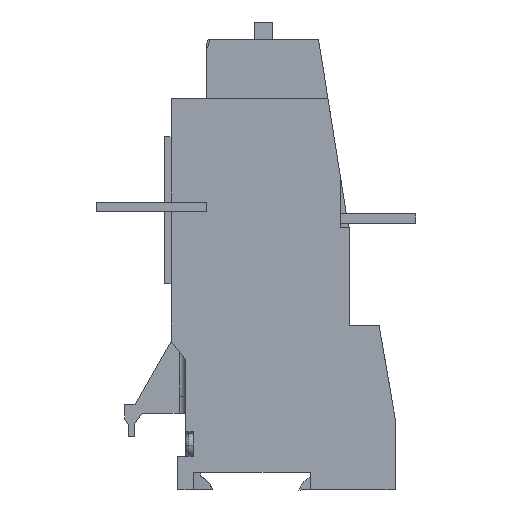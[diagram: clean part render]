
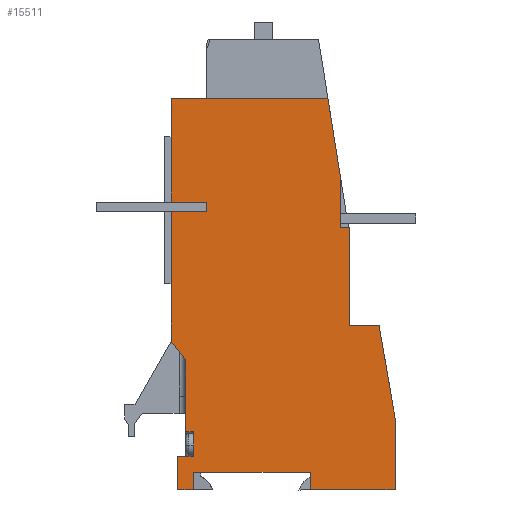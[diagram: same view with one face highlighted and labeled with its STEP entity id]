
A CAD part, left-side view. The second image highlights one B-rep face of the part: STEP entity #15511.
In plain terms, the highlighted planar face has unit normal (-1, 0, 0).
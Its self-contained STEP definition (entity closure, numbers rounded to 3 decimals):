
#5765=DIRECTION('',(0.,1.,0.));
#5766=VECTOR('',#5765,49.);
#5767=CARTESIAN_POINT('',(-51.85,-14.,122.5));
#5768=LINE('',#5767,#5766);
#5947=DIRECTION('',(0.,0.,1.));
#5948=VECTOR('',#5947,15.475);
#5949=CARTESIAN_POINT('',(-51.85,-17.997,81.991));
#5950=LINE('',#5949,#5948);
#6624=DIRECTION('',(0.,0.,-1.));
#6625=VECTOR('',#6624,30.596);
#6626=CARTESIAN_POINT('',(-51.85,-20.597,81.991));
#6627=LINE('',#6626,#6625);
#6631=DIRECTION('',(0.,-0.171,-0.985));
#6632=VECTOR('',#6631,29.33);
#6633=CARTESIAN_POINT('',(-51.85,-29.997,51.396));
#6634=LINE('',#6633,#6632);
#6638=DIRECTION('',(0.,0.,-1.));
#6639=VECTOR('',#6638,5.5);
#6640=CARTESIAN_POINT('',(-51.85,28.,5.5));
#6641=LINE('',#6640,#6639);
#6645=DIRECTION('',(0.,0.607,0.795));
#6646=VECTOR('',#6645,7.419);
#6647=CARTESIAN_POINT('',(-51.85,30.498,40.666));
#6648=LINE('',#6647,#6646);
#6652=DIRECTION('',(0.,0.,1.));
#6653=VECTOR('',#6652,40.44);
#6654=CARTESIAN_POINT('',(-51.85,35.,46.563));
#6655=LINE('',#6654,#6653);
#6659=DIRECTION('',(0.,1.,0.));
#6660=VECTOR('',#6659,11.);
#6661=CARTESIAN_POINT('',(-51.849,24.,90.004));
#6662=LINE('',#6661,#6660);
#6666=DIRECTION('',(0.,0.,1.));
#6667=VECTOR('',#6666,32.496);
#6668=CARTESIAN_POINT('',(-51.85,35.,90.004));
#6669=LINE('',#6668,#6667);
#6673=DIRECTION('',(0.,-0.158,-0.987));
#6674=VECTOR('',#6673,25.35);
#6675=CARTESIAN_POINT('',(-51.85,-14.,122.5));
#6676=LINE('',#6675,#6674);
#6687=DIRECTION('',(0.,1.,0.));
#6688=VECTOR('',#6687,2.6);
#6689=CARTESIAN_POINT('',(-51.85,-20.597,81.991));
#6690=LINE('',#6689,#6688);
#6785=DIRECTION('',(0.,1.,0.));
#6786=VECTOR('',#6785,9.4);
#6787=CARTESIAN_POINT('',(-51.85,-29.997,51.396));
#6788=LINE('',#6787,#6786);
#7421=DIRECTION('',(0.,-1.,0.));
#7422=VECTOR('',#7421,26.5);
#7423=CARTESIAN_POINT('',(-51.85,-8.5,0.));
#7424=LINE('',#7423,#7422);
#7588=DIRECTION('',(0.,0.,-1.));
#7589=VECTOR('',#7588,5.5);
#7590=CARTESIAN_POINT('',(-51.85,-8.5,5.5));
#7591=LINE('',#7590,#7589);
#7653=DIRECTION('',(0.,-1.,0.));
#7654=VECTOR('',#7653,36.5);
#7655=CARTESIAN_POINT('',(-51.85,28.,5.5));
#7656=LINE('',#7655,#7654);
#7737=DIRECTION('',(0.,-1.,0.));
#7738=VECTOR('',#7737,5.);
#7739=CARTESIAN_POINT('',(-51.85,33.,0.));
#7740=LINE('',#7739,#7738);
#8000=DIRECTION('',(0.,0.,-1.));
#8001=VECTOR('',#8000,11.061);
#8002=CARTESIAN_POINT('',(-51.85,30.498,29.345));
#8003=LINE('',#8002,#8001);
#8503=DIRECTION('',(0.,0.,-1.));
#8504=VECTOR('',#8503,11.321);
#8505=CARTESIAN_POINT('',(-51.85,30.498,40.666));
#8506=LINE('',#8505,#8504);
#8510=DIRECTION('',(0.,-1.,0.));
#8511=VECTOR('',#8510,2.498);
#8512=CARTESIAN_POINT('',(-51.85,30.498,18.285));
#8513=LINE('',#8512,#8511);
#8532=DIRECTION('',(0.,0.,-1.));
#8533=VECTOR('',#8532,7.803);
#8534=CARTESIAN_POINT('',(-51.85,28.,18.285));
#8535=LINE('',#8534,#8533);
#8604=DIRECTION('',(0.,1.,0.));
#8605=VECTOR('',#8604,2.498);
#8606=CARTESIAN_POINT('',(-51.85,28.,10.481));
#8607=LINE('',#8606,#8605);
#8618=DIRECTION('',(0.,0.,1.));
#8619=VECTOR('',#8618,0.023);
#8620=CARTESIAN_POINT('',(-51.85,30.498,10.481));
#8621=LINE('',#8620,#8619);
#8646=DIRECTION('',(0.,1.,0.));
#8647=VECTOR('',#8646,2.502);
#8648=CARTESIAN_POINT('',(-51.85,30.498,10.505));
#8649=LINE('',#8648,#8647);
#8674=DIRECTION('',(0.,0.,-1.));
#8675=VECTOR('',#8674,10.505);
#8676=CARTESIAN_POINT('',(-51.85,33.,10.505));
#8677=LINE('',#8676,#8675);
#8970=DIRECTION('',(0.,0.,1.));
#8971=VECTOR('',#8970,22.496);
#8972=CARTESIAN_POINT('',(-51.85,-35.,0.));
#8973=LINE('',#8972,#8971);
#10737=DIRECTION('',(0.,1.,0.));
#10738=VECTOR('',#10737,11.);
#10739=CARTESIAN_POINT('',(-51.85,24.,87.004));
#10740=LINE('',#10739,#10738);
#10856=DIRECTION('',(0.,0.,-1.));
#10857=VECTOR('',#10856,3.);
#10858=CARTESIAN_POINT('',(-51.849,24.,90.004));
#10859=LINE('',#10858,#10857);
#12692=CARTESIAN_POINT('',(-51.85,35.,122.5));
#12693=VERTEX_POINT('',#12692);
#12694=CARTESIAN_POINT('',(-51.85,35.,90.004));
#12695=VERTEX_POINT('',#12694);
#12714=CARTESIAN_POINT('',(-51.85,35.,87.004));
#12715=VERTEX_POINT('',#12714);
#12716=CARTESIAN_POINT('',(-51.85,35.,46.563));
#12717=VERTEX_POINT('',#12716);
#12888=CARTESIAN_POINT('',(-51.85,-14.,122.5));
#12889=VERTEX_POINT('',#12888);
#12990=CARTESIAN_POINT('',(-51.85,-17.997,81.991));
#12991=VERTEX_POINT('',#12990);
#12992=CARTESIAN_POINT('',(-51.85,-17.997,97.467));
#12993=VERTEX_POINT('',#12992);
#13110=CARTESIAN_POINT('',(-51.85,-20.597,81.991));
#13111=CARTESIAN_POINT('',(-51.85,-20.597,51.396));
#13112=VERTEX_POINT('',#13110);
#13113=VERTEX_POINT('',#13111);
#13114=CARTESIAN_POINT('',(-51.85,-29.997,51.396));
#13115=VERTEX_POINT('',#13114);
#13116=CARTESIAN_POINT('',(-51.85,-35.,22.496));
#13117=VERTEX_POINT('',#13116);
#13118=CARTESIAN_POINT('',(-51.85,-35.,0.));
#13119=VERTEX_POINT('',#13118);
#13120=CARTESIAN_POINT('',(-51.85,-8.5,0.));
#13121=VERTEX_POINT('',#13120);
#13122=CARTESIAN_POINT('',(-51.85,-8.5,5.5));
#13123=VERTEX_POINT('',#13122);
#13124=CARTESIAN_POINT('',(-51.85,28.,5.5));
#13125=VERTEX_POINT('',#13124);
#13126=CARTESIAN_POINT('',(-51.85,28.,0.));
#13127=VERTEX_POINT('',#13126);
#13128=CARTESIAN_POINT('',(-51.85,33.,0.));
#13129=VERTEX_POINT('',#13128);
#13130=CARTESIAN_POINT('',(-51.85,33.,10.505));
#13131=VERTEX_POINT('',#13130);
#13132=CARTESIAN_POINT('',(-51.85,30.498,10.505));
#13133=VERTEX_POINT('',#13132);
#13134=CARTESIAN_POINT('',(-51.85,30.498,10.481));
#13135=VERTEX_POINT('',#13134);
#13136=CARTESIAN_POINT('',(-51.85,28.,10.481));
#13137=VERTEX_POINT('',#13136);
#13138=CARTESIAN_POINT('',(-51.85,28.,18.285));
#13139=VERTEX_POINT('',#13138);
#13140=CARTESIAN_POINT('',(-51.85,30.498,18.285));
#13141=VERTEX_POINT('',#13140);
#13142=CARTESIAN_POINT('',(-51.85,30.498,29.345));
#13143=VERTEX_POINT('',#13142);
#13144=CARTESIAN_POINT('',(-51.85,30.498,40.666));
#13145=VERTEX_POINT('',#13144);
#13146=CARTESIAN_POINT('',(-51.85,24.,87.004));
#13147=VERTEX_POINT('',#13146);
#13148=CARTESIAN_POINT('',(-51.849,24.,90.004));
#13149=VERTEX_POINT('',#13148);
#15455=CARTESIAN_POINT('',(-51.85,-17.725,48.324));
#15456=DIRECTION('',(-1.,0.,0.));
#15457=DIRECTION('',(0.,1.,0.));
#15458=AXIS2_PLACEMENT_3D('',#15455,#15456,#15457);
#15459=PLANE('',#15458);
#15461=ORIENTED_EDGE('',*,*,#15460,.T.);
#15463=ORIENTED_EDGE('',*,*,#15462,.F.);
#15465=ORIENTED_EDGE('',*,*,#15464,.T.);
#15467=ORIENTED_EDGE('',*,*,#15466,.F.);
#15469=ORIENTED_EDGE('',*,*,#15468,.F.);
#15471=ORIENTED_EDGE('',*,*,#15470,.F.);
#15473=ORIENTED_EDGE('',*,*,#15472,.F.);
#15475=ORIENTED_EDGE('',*,*,#15474,.T.);
#15477=ORIENTED_EDGE('',*,*,#15476,.F.);
#15479=ORIENTED_EDGE('',*,*,#15478,.F.);
#15481=ORIENTED_EDGE('',*,*,#15480,.F.);
#15483=ORIENTED_EDGE('',*,*,#15482,.F.);
#15485=ORIENTED_EDGE('',*,*,#15484,.F.);
#15487=ORIENTED_EDGE('',*,*,#15486,.F.);
#15489=ORIENTED_EDGE('',*,*,#15488,.F.);
#15491=ORIENTED_EDGE('',*,*,#15490,.F.);
#15493=ORIENTED_EDGE('',*,*,#15492,.F.);
#15495=ORIENTED_EDGE('',*,*,#15494,.T.);
#15496=ORIENTED_EDGE('',*,*,#14098,.T.);
#15498=ORIENTED_EDGE('',*,*,#15497,.F.);
#15500=ORIENTED_EDGE('',*,*,#15499,.F.);
#15502=ORIENTED_EDGE('',*,*,#15501,.T.);
#15503=ORIENTED_EDGE('',*,*,#14076,.T.);
#15504=ORIENTED_EDGE('',*,*,#14408,.F.);
#15505=ORIENTED_EDGE('',*,*,#15442,.T.);
#15506=ORIENTED_EDGE('',*,*,#14631,.F.);
#15508=ORIENTED_EDGE('',*,*,#15507,.F.);
#15509=EDGE_LOOP('',(#15461,#15463,#15465,#15467,#15469,#15471,#15473,#15475,
#15477,#15479,#15481,#15483,#15485,#15487,#15489,#15491,#15493,#15495,#15496,
#15498,#15500,#15502,#15503,#15504,#15505,#15506,#15508));
#15510=FACE_OUTER_BOUND('',#15509,.F.);
#14076=EDGE_CURVE('',#12695,#12693,#6669,.T.);
#14098=EDGE_CURVE('',#12717,#12715,#6655,.T.);
#14408=EDGE_CURVE('',#12889,#12693,#5768,.T.);
#14631=EDGE_CURVE('',#12991,#12993,#5950,.T.);
#15442=EDGE_CURVE('',#12889,#12993,#6676,.T.);
#15460=EDGE_CURVE('',#13112,#13113,#6627,.T.);
#15462=EDGE_CURVE('',#13115,#13113,#6788,.T.);
#15464=EDGE_CURVE('',#13115,#13117,#6634,.T.);
#15466=EDGE_CURVE('',#13119,#13117,#8973,.T.);
#15468=EDGE_CURVE('',#13121,#13119,#7424,.T.);
#15470=EDGE_CURVE('',#13123,#13121,#7591,.T.);
#15472=EDGE_CURVE('',#13125,#13123,#7656,.T.);
#15474=EDGE_CURVE('',#13125,#13127,#6641,.T.);
#15476=EDGE_CURVE('',#13129,#13127,#7740,.T.);
#15478=EDGE_CURVE('',#13131,#13129,#8677,.T.);
#15480=EDGE_CURVE('',#13133,#13131,#8649,.T.);
#15482=EDGE_CURVE('',#13135,#13133,#8621,.T.);
#15484=EDGE_CURVE('',#13137,#13135,#8607,.T.);
#15486=EDGE_CURVE('',#13139,#13137,#8535,.T.);
#15488=EDGE_CURVE('',#13141,#13139,#8513,.T.);
#15490=EDGE_CURVE('',#13143,#13141,#8003,.T.);
#15492=EDGE_CURVE('',#13145,#13143,#8506,.T.);
#15494=EDGE_CURVE('',#13145,#12717,#6648,.T.);
#15497=EDGE_CURVE('',#13147,#12715,#10740,.T.);
#15499=EDGE_CURVE('',#13149,#13147,#10859,.T.);
#15501=EDGE_CURVE('',#13149,#12695,#6662,.T.);
#15507=EDGE_CURVE('',#13112,#12991,#6690,.T.);
#15511=ADVANCED_FACE('',(#15510),#15459,.T.);
